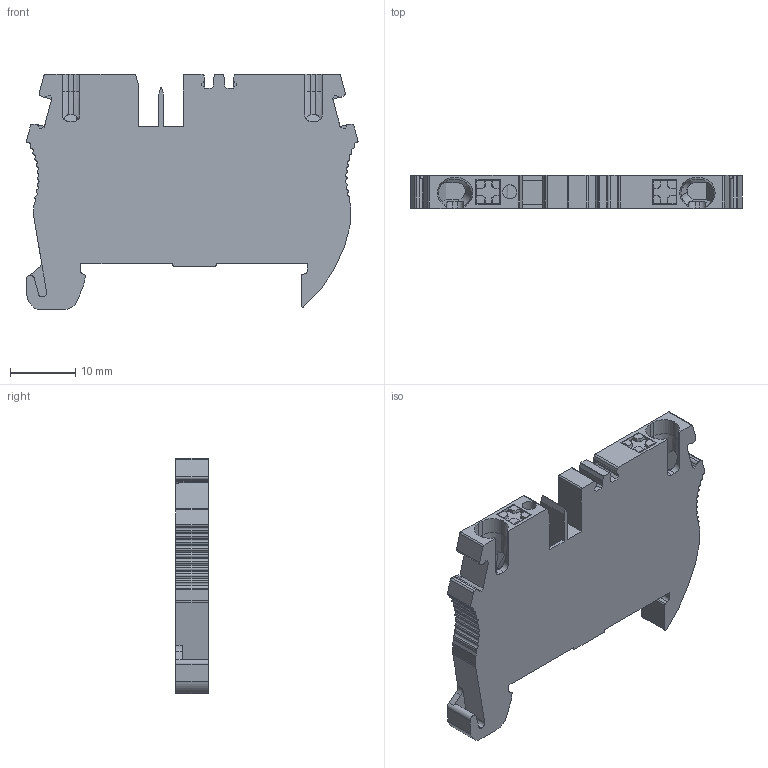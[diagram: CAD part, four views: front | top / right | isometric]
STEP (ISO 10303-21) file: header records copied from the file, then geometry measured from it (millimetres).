
FILE_DESCRIPTION(/* description */ ('Unknown'),/* implementation_level */ '2;1');
FILE_NAME(/* name */ 'PEQ2_5_3D_SOLID',/* time_stamp */ '2021-04-29T10:31:39+05:00',/* author */ ('Unknown'),/* organization */ ('Unknown'),/* preprocessor_version */ 'ST-DEVELOPER v16.7',/* originating_system */ 'DEX',/* authorisation */ $);
FILE_SCHEMA (('AUTOMOTIVE_DESIGN {1 0 10303 214 3 1 1}'));
Length unit declared in the file: millimetre
Products named in the file (1): PEQ2_5_3D_PRODUCT
Bounding box: 50.82 x 5 x 36 mm (x, y, z)
Volume: 6306.6 mm3; surface area: 4519.4 mm2
Topology: 1 solids, 1 shells, 296 faces, 857 edges, 568 vertices
Faces by surface type: plane 167, cylinder 116, cone 12, bspline 1
Full cylindrical faces by diameter (mm): 2.15 x1
Entity records: 11926 total; most frequent: CARTESIAN_POINT 1846, ORIENTED_EDGE 1710, DIRECTION 1678, EDGE_CURVE 855, VERTEX_POINT 567, AXIS2_PLACEMENT_3D 561, LINE 556, VECTOR 556
